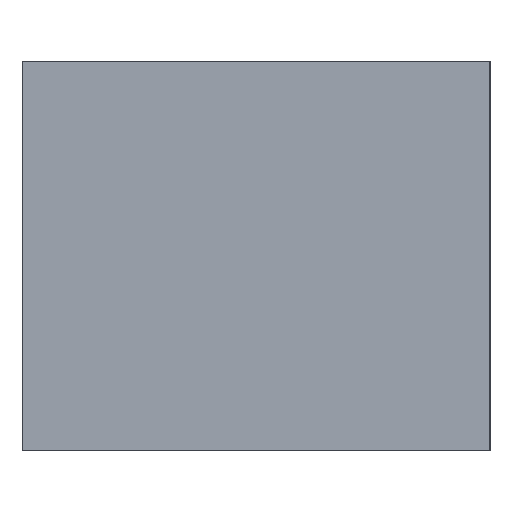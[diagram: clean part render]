
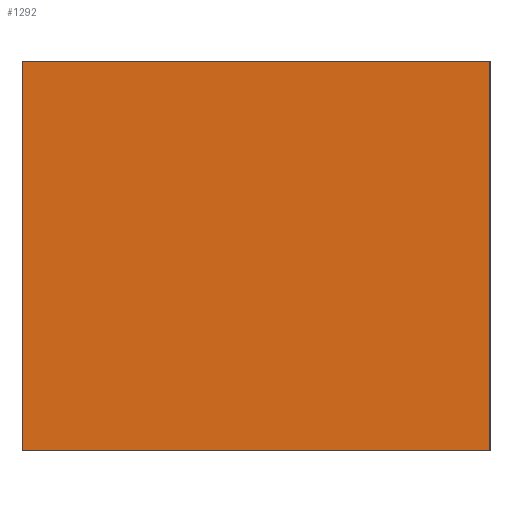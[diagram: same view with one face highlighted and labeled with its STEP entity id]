
A CAD part, left-side view. The second image highlights one B-rep face of the part: STEP entity #1292.
In plain terms, the highlighted planar face has unit normal (-1, 0, 0).
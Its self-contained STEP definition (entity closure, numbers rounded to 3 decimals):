
#13 = EDGE_LOOP ( 'NONE', ( #1811, #1566, #545, #40 ) ) ;
#40 = ORIENTED_EDGE ( 'NONE', *, *, #1759, .T. ) ;
#49 = LINE ( 'NONE', #1864, #1343 ) ;
#54 = VECTOR ( 'NONE', #1464, 1000. ) ;
#100 = VERTEX_POINT ( 'NONE', #869 ) ;
#350 = CARTESIAN_POINT ( 'NONE',  ( -2., 18., 0. ) ) ;
#389 = CARTESIAN_POINT ( 'NONE',  ( -2., 18., 20. ) ) ;
#460 = CARTESIAN_POINT ( 'NONE',  ( -2., -6., 20. ) ) ;
#530 = DIRECTION ( 'NONE',  ( -1., 0., 0. ) ) ;
#545 = ORIENTED_EDGE ( 'NONE', *, *, #1948, .T. ) ;
#558 = VERTEX_POINT ( 'NONE', #1073 ) ;
#576 = DIRECTION ( 'NONE',  ( 0., -1., 0. ) ) ;
#632 = LINE ( 'NONE', #389, #1131 ) ;
#741 = DIRECTION ( 'NONE',  ( 0., 1., 0. ) ) ;
#869 = CARTESIAN_POINT ( 'NONE',  ( -2., -6., 0. ) ) ;
#963 = VERTEX_POINT ( 'NONE', #460 ) ;
#1073 = CARTESIAN_POINT ( 'NONE',  ( -2., 18., 20. ) ) ;
#1131 = VECTOR ( 'NONE', #741, 1000. ) ;
#1200 = CARTESIAN_POINT ( 'NONE',  ( -2., -6., 20. ) ) ;
#1282 = CARTESIAN_POINT ( 'NONE',  ( -2., 18., 0. ) ) ;
#1292 = ADVANCED_FACE ( 'NONE', ( #1498 ), #1479, .T. ) ;
#1343 = VECTOR ( 'NONE', #576, 1000. ) ;
#1464 = DIRECTION ( 'NONE',  ( 0., 0., -1. ) ) ;
#1479 = PLANE ( 'NONE',  #1490 ) ;
#1490 = AXIS2_PLACEMENT_3D ( 'NONE', #1814, #530, #2344 ) ;
#1498 = FACE_OUTER_BOUND ( 'NONE', #13, .T. ) ;
#1566 = ORIENTED_EDGE ( 'NONE', *, *, #1639, .F. ) ;
#1639 = EDGE_CURVE ( 'NONE', #963, #100, #2140, .T. ) ;
#1759 = EDGE_CURVE ( 'NONE', #558, #2242, #1836, .T. ) ;
#1811 = ORIENTED_EDGE ( 'NONE', *, *, #2327, .T. ) ;
#1814 = CARTESIAN_POINT ( 'NONE',  ( -2., 0., 0. ) ) ;
#1836 = LINE ( 'NONE', #1282, #54 ) ;
#1864 = CARTESIAN_POINT ( 'NONE',  ( -2., 18., 0. ) ) ;
#1893 = VECTOR ( 'NONE', #1919, 1000. ) ;
#1919 = DIRECTION ( 'NONE',  ( 0., 0., -1. ) ) ;
#1948 = EDGE_CURVE ( 'NONE', #963, #558, #632, .T. ) ;
#2140 = LINE ( 'NONE', #1200, #1893 ) ;
#2242 = VERTEX_POINT ( 'NONE', #350 ) ;
#2327 = EDGE_CURVE ( 'NONE', #2242, #100, #49, .T. ) ;
#2344 = DIRECTION ( 'NONE',  ( 0., 0., 1. ) ) ;
